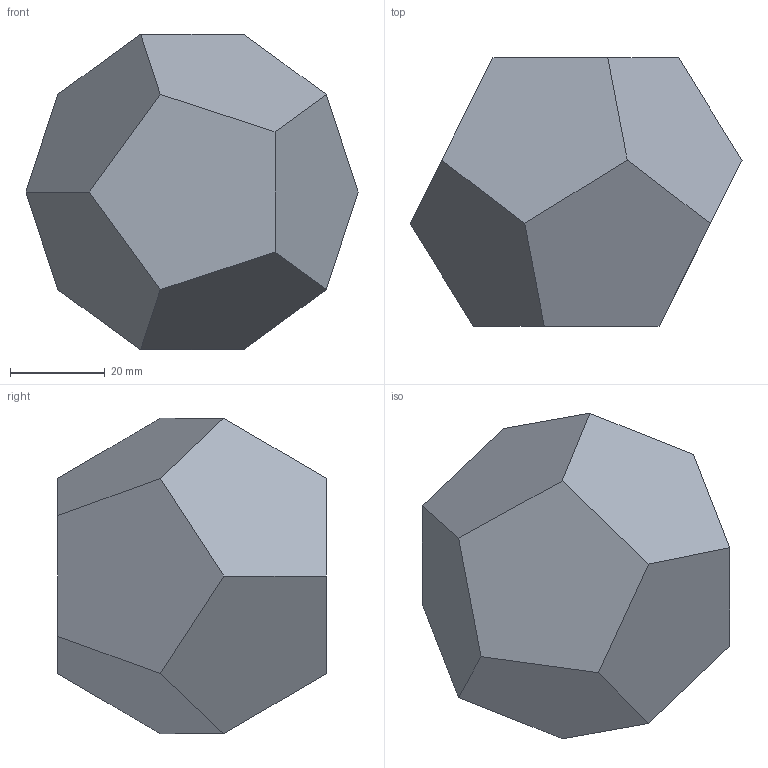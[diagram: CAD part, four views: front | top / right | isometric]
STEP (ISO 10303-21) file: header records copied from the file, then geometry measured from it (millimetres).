
FILE_DESCRIPTION (( 'STEP AP214' ), '1' );
FILE_NAME ('SWPR-Dodecahedron.STEP', '2019-07-02T21:29:27', ( '' ), ( '' ), 'SwSTEP 2.0', 'SolidWorks 2019', '' );
FILE_SCHEMA (( 'AUTOMOTIVE_DESIGN' ));
Length unit declared in the file: inch
Products named in the file (1): SWPR-Dodecahedron
Bounding box: 69.92 x 56.57 x 66.5 mm (x, y, z)
Volume: 125576 mm3; surface area: 13319.8 mm2
Topology: 1 solids, 1 shells, 12 faces, 30 edges, 20 vertices
Faces by surface type: plane 12
Entity records: 394 total; most frequent: CARTESIAN_POINT 63, ORIENTED_EDGE 60, DIRECTION 56, LINE 30, EDGE_CURVE 30, VECTOR 30, VERTEX_POINT 20, AXIS2_PLACEMENT_3D 13
